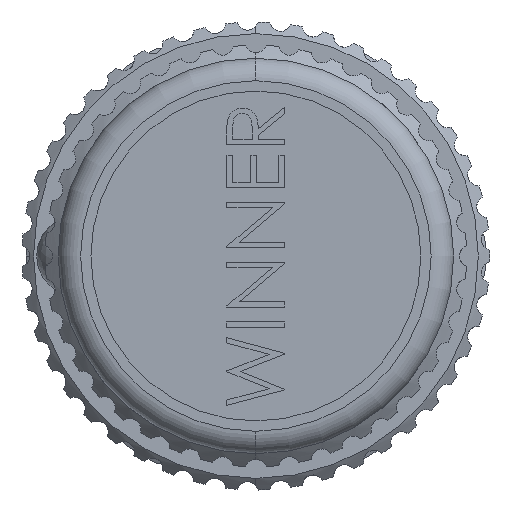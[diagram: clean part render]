
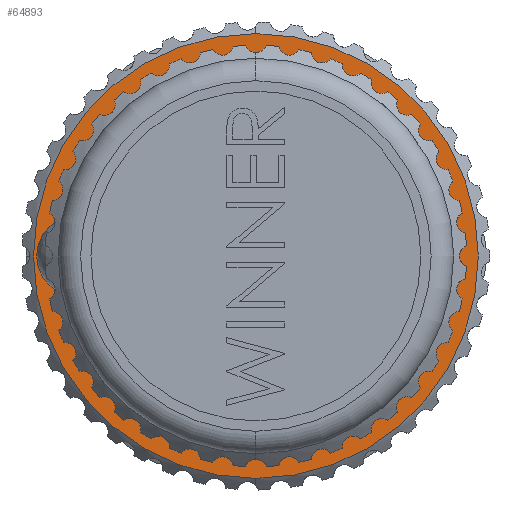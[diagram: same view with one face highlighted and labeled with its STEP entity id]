
A CAD part, left-side view. The second image highlights one B-rep face of the part: STEP entity #64893.
In plain terms, the highlighted planar face has unit normal (-1, 0, 0).
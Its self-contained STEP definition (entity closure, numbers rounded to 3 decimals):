
#635 = DIRECTION ( 'NONE',  ( -1., 0., 0. ) ) ;
#1578 = ORIENTED_EDGE ( 'NONE', *, *, #54073, .F. ) ;
#5533 = VERTEX_POINT ( 'NONE', #62130 ) ;
#5535 = CARTESIAN_POINT ( 'NONE',  ( -8.02, 0., 0. ) ) ;
#8362 = DIRECTION ( 'NONE',  ( 0., 0., 1. ) ) ;
#10652 = AXIS2_PLACEMENT_3D ( 'NONE', #5535, #13574, #67236 ) ;
#11044 = CIRCLE ( 'NONE', #70687, 15.3 ) ;
#11586 = CIRCLE ( 'NONE', #10652, 8.56 ) ;
#11901 = VERTEX_POINT ( 'NONE', #64121 ) ;
#13322 = CARTESIAN_POINT ( 'NONE',  ( -8.02, 0., -15.3 ) ) ;
#13574 = DIRECTION ( 'NONE',  ( -1., 0., 0. ) ) ;
#14409 = EDGE_CURVE ( 'NONE', #70932, #5533, #11044, .T. ) ;
#15367 = EDGE_CURVE ( 'NONE', #5533, #70932, #31334, .T. ) ;
#18604 = FACE_OUTER_BOUND ( 'NONE', #36361, .T. ) ;
#19253 = CIRCLE ( 'NONE', #41792, 8.56 ) ;
#19636 = CARTESIAN_POINT ( 'NONE',  ( -8.02, 0., -8.56 ) ) ;
#23971 = AXIS2_PLACEMENT_3D ( 'NONE', #38897, #635, #8362 ) ;
#27958 = DIRECTION ( 'NONE',  ( -1., 0., 0. ) ) ;
#31334 = CIRCLE ( 'NONE', #23971, 15.3 ) ;
#31856 = ORIENTED_EDGE ( 'NONE', *, *, #63058, .F. ) ;
#36361 = EDGE_LOOP ( 'NONE', ( #42865, #90118 ) ) ;
#37470 = CARTESIAN_POINT ( 'NONE',  ( -8.02, 0., 0. ) ) ;
#37940 = CARTESIAN_POINT ( 'NONE',  ( -8.02, 0., 0. ) ) ;
#38608 = DIRECTION ( 'NONE',  ( -1., 0., 0. ) ) ;
#38897 = CARTESIAN_POINT ( 'NONE',  ( -8.02, 0., 0. ) ) ;
#41792 = AXIS2_PLACEMENT_3D ( 'NONE', #37470, #75676, #83408 ) ;
#42865 = ORIENTED_EDGE ( 'NONE', *, *, #14409, .T. ) ;
#43383 = CARTESIAN_POINT ( 'NONE',  ( -8.02, 0., 0. ) ) ;
#45986 = DIRECTION ( 'NONE',  ( 0., 0., 1. ) ) ;
#49214 = EDGE_LOOP ( 'NONE', ( #1578, #31856 ) ) ;
#54073 = EDGE_CURVE ( 'NONE', #11901, #77968, #19253, .T. ) ;
#59126 = PLANE ( 'NONE',  #60164 ) ;
#60164 = AXIS2_PLACEMENT_3D ( 'NONE', #43383, #27958, #73238 ) ;
#62130 = CARTESIAN_POINT ( 'NONE',  ( -8.02, 0., 15.3 ) ) ;
#63058 = EDGE_CURVE ( 'NONE', #77968, #11901, #11586, .T. ) ;
#64121 = CARTESIAN_POINT ( 'NONE',  ( -8.02, 0., 8.56 ) ) ;
#64893 = ADVANCED_FACE ( 'NONE', ( #72617, #18604 ), #59126, .T. ) ;
#67236 = DIRECTION ( 'NONE',  ( 0., 0., 1. ) ) ;
#70687 = AXIS2_PLACEMENT_3D ( 'NONE', #37940, #38608, #45986 ) ;
#70932 = VERTEX_POINT ( 'NONE', #13322 ) ;
#72617 = FACE_BOUND ( 'NONE', #49214, .T. ) ;
#73238 = DIRECTION ( 'NONE',  ( 0., 0., 1. ) ) ;
#75676 = DIRECTION ( 'NONE',  ( -1., 0., 0. ) ) ;
#77968 = VERTEX_POINT ( 'NONE', #19636 ) ;
#83408 = DIRECTION ( 'NONE',  ( 0., 0., 1. ) ) ;
#90118 = ORIENTED_EDGE ( 'NONE', *, *, #15367, .T. ) ;
